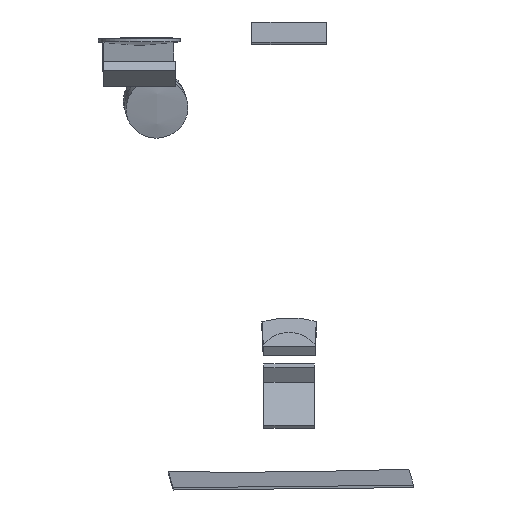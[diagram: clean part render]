
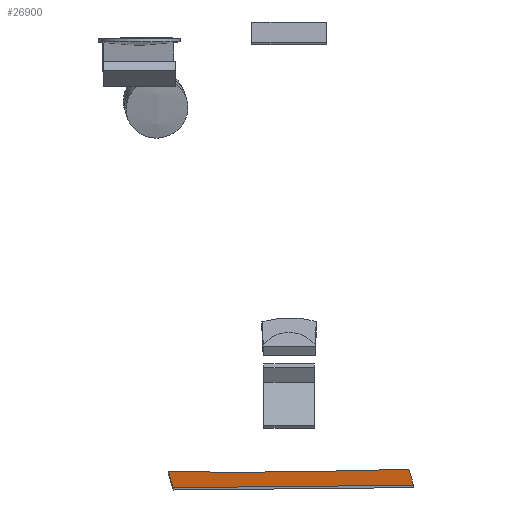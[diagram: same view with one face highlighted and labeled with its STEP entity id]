
A CAD part, front view. The second image highlights one B-rep face of the part: STEP entity #26900.
In plain terms, the highlighted free-form (B-spline) face has degree [3, 1] with [16, 2] control points.
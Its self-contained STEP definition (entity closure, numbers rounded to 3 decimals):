
#25830 = CARTESIAN_POINT ('', (30.854, -225.582, 11990.195));
#25840 = VERTEX_POINT ('', #25830);
#25920 = CARTESIAN_POINT ('', (32.018, -247.095, 11986.095));
#25930 = VERTEX_POINT ('', #25920);
#25940 = CARTESIAN_POINT ('', (30.854, -225.582, 11990.195));
#25950 = CARTESIAN_POINT ('', (32.018, -247.095, 11986.095));
#25960 = B_SPLINE_CURVE_WITH_KNOTS ('', 1, (#25940, #25950), .UNSPECIFIED., .F., .U., (2, 2), (0., 1.), .UNSPECIFIED.);
#25970 = EDGE_CURVE ('', #25840, #25930, #25960, .T.);
#26190 = CARTESIAN_POINT ('', (-31.059, -228.816, 11989.579));
#26200 = VERTEX_POINT ('', #26190);
#26210 = CARTESIAN_POINT ('', (30.854, -225.582, 11990.195));
#26220 = CARTESIAN_POINT ('', (28.108, -226.066, 11990.103));
#26230 = CARTESIAN_POINT ('', (25.353, -226.505, 11990.019));
#26240 = CARTESIAN_POINT ('', (18.874, -227.427, 11989.843));
#26250 = CARTESIAN_POINT ('', (15.143, -227.874, 11989.758));
#26260 = CARTESIAN_POINT ('', (7.664, -228.603, 11989.619));
#26270 = CARTESIAN_POINT ('', (3.914, -228.885, 11989.565));
#26280 = CARTESIAN_POINT ('', (-0.312, -229.108, 11989.523));
#26290 = CARTESIAN_POINT ('', (-0.786, -229.132, 11989.518));
#26300 = CARTESIAN_POINT ('', (-3.744, -229.272, 11989.492));
#26310 = CARTESIAN_POINT ('', (-6.229, -229.353, 11989.476));
#26320 = CARTESIAN_POINT ('', (-12.441, -229.464, 11989.455));
#26330 = CARTESIAN_POINT ('', (-16.168, -229.449, 11989.458));
#26340 = CARTESIAN_POINT ('', (-23.618, -229.255, 11989.495));
#26350 = CARTESIAN_POINT ('', (-27.342, -229.076, 11989.529));
#26360 = CARTESIAN_POINT ('', (-31.059, -228.816, 11989.579));
#26370 = B_SPLINE_CURVE_WITH_KNOTS ('', 3, (#26210, #26220, #26230, #26240, #26250, #26260, #26270, #26280, #26290, #26300, #26310, #26320, #26330, #26340, #26350, #26360), .UNSPECIFIED., .F., .U., (4, 2, 2, 2, 2, 2, 2, 4), (0., 8.369, 19.641, 30.916, 32.339, 39.799, 50.976, 62.156), .UNSPECIFIED.);
#26380 = EDGE_CURVE ('', #25840, #26200, #26370, .T.);
#26390 = ORIENTED_EDGE ('', *, *, #26380, .T.);
#26400 = CARTESIAN_POINT ('', (-29.894, -250.329, 11985.479));
#26410 = VERTEX_POINT ('', #26400);
#26420 = CARTESIAN_POINT ('', (-31.059, -228.816, 11989.579));
#26430 = CARTESIAN_POINT ('', (-29.894, -250.329, 11985.479));
#26440 = B_SPLINE_CURVE_WITH_KNOTS ('', 1, (#26420, #26430), .UNSPECIFIED., .F., .U., (2, 2), (0., 1.), .UNSPECIFIED.);
#26450 = EDGE_CURVE ('', #26200, #26410, #26440, .T.);
#26460 = ORIENTED_EDGE ('', *, *, #26450, .T.);
#26470 = CARTESIAN_POINT ('', (32.018, -247.095, 11986.095));
#26480 = CARTESIAN_POINT ('', (11.381, -248.173, 11985.89));
#26490 = CARTESIAN_POINT ('', (-9.257, -249.251, 11985.685));
#26500 = CARTESIAN_POINT ('', (-29.894, -250.329, 11985.479));
#26510 = B_SPLINE_CURVE_WITH_KNOTS ('', 3, (#26470, #26480, #26490, #26500), .UNSPECIFIED., .F., .U., (4, 4), (0., 62.), .UNSPECIFIED.);
#26520 = EDGE_CURVE ('', #25930, #26410, #26510, .T.);
#26530 = ORIENTED_EDGE ('', *, *, #26520, .F.);
#26540 = ORIENTED_EDGE ('', *, *, #25970, .F.);
#26550 = EDGE_LOOP ('', (#26390, #26460, #26530, #26540));
#26560 = FACE_OUTER_BOUND ('', #26550, .T.);
#26570 = CARTESIAN_POINT ('', (30.854, -225.582, 11990.195));
#26580 = CARTESIAN_POINT ('', (32.018, -247.095, 11986.095));
#26590 = CARTESIAN_POINT ('', (28.108, -226.066, 11990.103));
#26600 = CARTESIAN_POINT ('', (29.239, -247.24, 11986.068));
#26610 = CARTESIAN_POINT ('', (25.353, -226.505, 11990.019));
#26620 = CARTESIAN_POINT ('', (26.461, -247.386, 11986.04));
#26630 = CARTESIAN_POINT ('', (18.874, -227.427, 11989.843));
#26640 = CARTESIAN_POINT ('', (19.939, -247.726, 11985.975));
#26650 = CARTESIAN_POINT ('', (15.143, -227.874, 11989.758));
#26660 = CARTESIAN_POINT ('', (16.197, -247.922, 11985.938));
#26670 = CARTESIAN_POINT ('', (7.664, -228.603, 11989.619));
#26680 = CARTESIAN_POINT ('', (8.71, -248.313, 11985.863));
#26690 = CARTESIAN_POINT ('', (3.914, -228.885, 11989.565));
#26700 = CARTESIAN_POINT ('', (4.966, -248.508, 11985.826));
#26710 = CARTESIAN_POINT ('', (-0.312, -229.108, 11989.523));
#26720 = CARTESIAN_POINT ('', (0.75, -248.728, 11985.784));
#26730 = CARTESIAN_POINT ('', (-0.786, -229.132, 11989.518));
#26740 = CARTESIAN_POINT ('', (0.278, -248.753, 11985.779));
#26750 = CARTESIAN_POINT ('', (-3.744, -229.272, 11989.492));
#26760 = CARTESIAN_POINT ('', (-2.671, -248.907, 11985.75));
#26770 = CARTESIAN_POINT ('', (-6.229, -229.353, 11989.476));
#26780 = CARTESIAN_POINT ('', (-5.148, -249.036, 11985.725));
#26790 = CARTESIAN_POINT ('', (-12.441, -229.464, 11989.455));
#26800 = CARTESIAN_POINT ('', (-11.336, -249.36, 11985.664));
#26810 = CARTESIAN_POINT ('', (-16.168, -229.449, 11989.458));
#26820 = CARTESIAN_POINT ('', (-15.047, -249.553, 11985.627));
#26830 = CARTESIAN_POINT ('', (-23.618, -229.255, 11989.495));
#26840 = CARTESIAN_POINT ('', (-22.47, -249.941, 11985.553));
#26850 = CARTESIAN_POINT ('', (-27.342, -229.076, 11989.529));
#26860 = CARTESIAN_POINT ('', (-26.182, -250.135, 11985.516));
#26870 = CARTESIAN_POINT ('', (-31.059, -228.816, 11989.579));
#26880 = CARTESIAN_POINT ('', (-29.894, -250.329, 11985.479));
#26890 = B_SPLINE_SURFACE_WITH_KNOTS ('', 3, 1, ((#26570, #26580), (#26590, #26600), (#26610, #26620), (#26630, #26640), (#26650, #26660), (#26670, #26680), (#26690, #26700), (#26710, #26720), (#26730, #26740), (#26750, #26760), (#26770, #26780), (#26790, #26800), (#26810, #26820), (#26830, #26840), (#26850, #26860), (#26870, #26880)), .UNSPECIFIED., .F., .F., .U., (4, 2, 2, 2, 2, 2, 2, 4), (2, 2), (0., 0.135, 0.316, 0.497, 0.52, 0.64, 0.82, 1.), (0., 1.), .UNSPECIFIED.);
#26900 = ADVANCED_FACE ('', (#26560), #26890, .T.);
